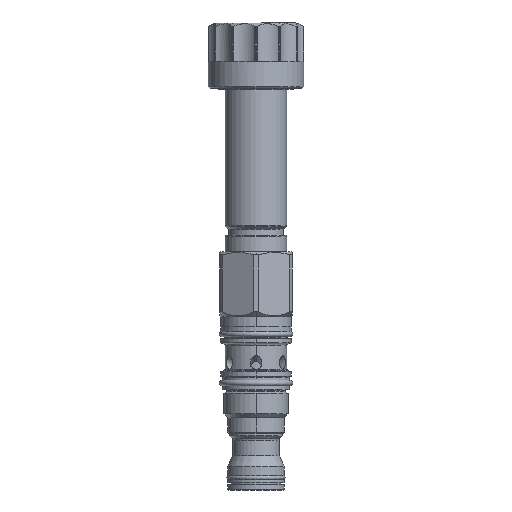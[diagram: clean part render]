
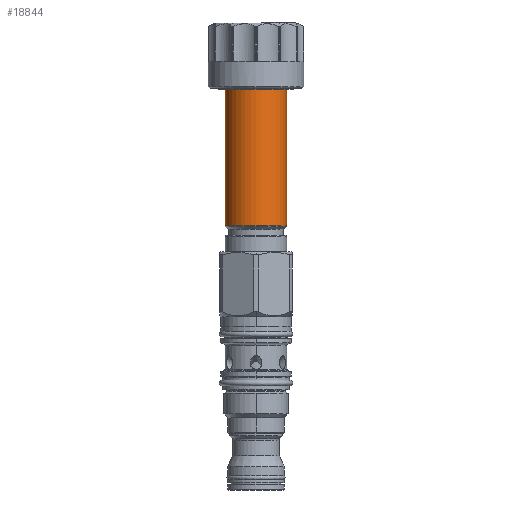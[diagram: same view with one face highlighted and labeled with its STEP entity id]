
A CAD part, front view. The second image highlights one B-rep face of the part: STEP entity #18844.
In plain terms, the highlighted cylindrical face has radius 9.5 mm (diameter 18.999 mm), a partial arc.
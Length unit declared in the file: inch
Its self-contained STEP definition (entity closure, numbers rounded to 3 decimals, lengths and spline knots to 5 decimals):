
#4920=CARTESIAN_POINT('',(0.,0.,5.33867));
#4921=DIRECTION('',(0.,0.,1.));
#4922=DIRECTION('',(-1.,0.,0.));
#4923=AXIS2_PLACEMENT_3D('',#4920,#4921,#4922);
#4930=DIRECTION('',(0.,0.,1.));
#4931=VECTOR('',#4930,2.14435);
#4932=CARTESIAN_POINT('',(-0.374,0.,3.19433));
#4933=LINE('',#4932,#4931);
#4934=DIRECTION('',(0.,0.,-1.));
#4935=VECTOR('',#4934,2.14435);
#4936=CARTESIAN_POINT('',(0.374,0.,5.33867));
#4937=LINE('',#4936,#4935);
#4966=CARTESIAN_POINT('',(0.,0.,3.19433));
#4967=DIRECTION('',(0.,0.,-1.));
#4968=DIRECTION('',(1.,0.,0.));
#4969=AXIS2_PLACEMENT_3D('',#4966,#4967,#4968);
#11068=CARTESIAN_POINT('',(0.374,0.,3.19433));
#11069=CARTESIAN_POINT('',(-0.374,0.,3.19433));
#11070=VERTEX_POINT('',#11068);
#11071=VERTEX_POINT('',#11069);
#11084=CARTESIAN_POINT('',(-0.374,0.,5.33867));
#11085=CARTESIAN_POINT('',(0.374,0.,5.33867));
#11086=VERTEX_POINT('',#11084);
#11087=VERTEX_POINT('',#11085);
#18830=CARTESIAN_POINT('',(0.,0.,3.83465));
#18831=DIRECTION('',(0.,0.,-1.));
#18832=DIRECTION('',(1.,0.,0.));
#18833=AXIS2_PLACEMENT_3D('',#18830,#18831,#18832);
#18834=CYLINDRICAL_SURFACE('',#18833,0.374);
#18836=ORIENTED_EDGE('',*,*,#18835,.T.);
#18837=ORIENTED_EDGE('',*,*,#18812,.T.);
#18839=ORIENTED_EDGE('',*,*,#18838,.T.);
#18841=ORIENTED_EDGE('',*,*,#18840,.T.);
#18842=EDGE_LOOP('',(#18836,#18837,#18839,#18841));
#18843=FACE_OUTER_BOUND('',#18842,.F.);
#18844=ADVANCED_FACE('',(#18843),#18834,.T.);
#4924=CIRCLE('',#4923,0.374);
#4970=CIRCLE('',#4969,0.374);
#18812=EDGE_CURVE('',#11086,#11087,#4924,.T.);
#18835=EDGE_CURVE('',#11071,#11086,#4933,.T.);
#18838=EDGE_CURVE('',#11087,#11070,#4937,.T.);
#18840=EDGE_CURVE('',#11070,#11071,#4970,.T.);
